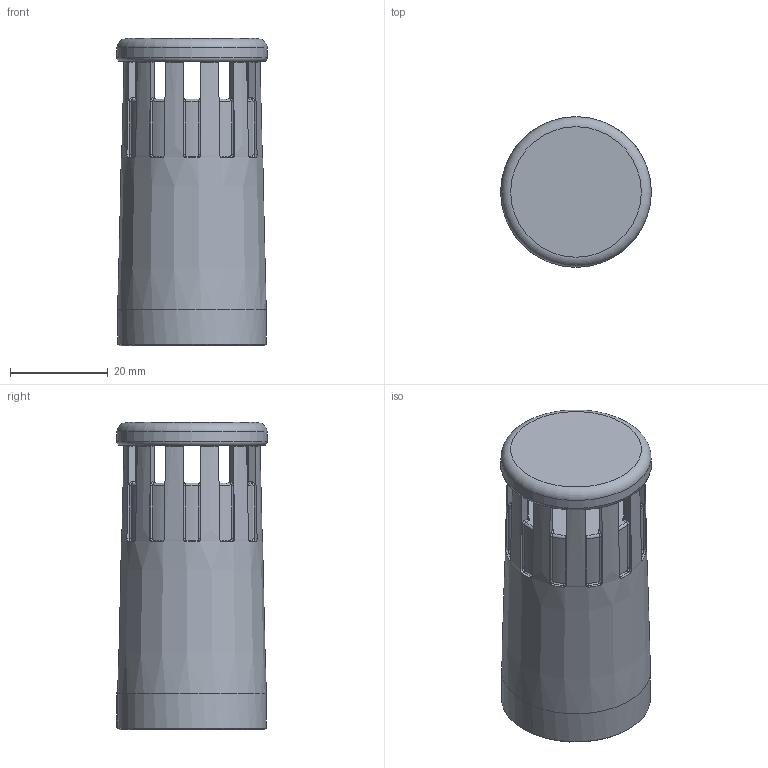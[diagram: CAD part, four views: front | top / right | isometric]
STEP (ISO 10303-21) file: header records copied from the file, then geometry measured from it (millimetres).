
FILE_DESCRIPTION(/* description */ (''),/* implementation_level */ '2;1');
FILE_NAME(/* name */ 'CDD CDP CDZ.stp',/* time_stamp */ '2017-02-09T11:50:18+01:00',/* author */ (''),/* organization */ (''),/* preprocessor_version */ 'ST-DEVELOPER v16',/* originating_system */ 'SIEMENS PLM Software NX 10.0',/* authorisation */ '');
FILE_SCHEMA (('AUTOMOTIVE_DESIGN { 1 0 10303 214 3 1 1 1 }'));
Length unit declared in the file: millimetre
Products named in the file (1): m.ne0CC06E9D3jfd
Bounding box: 30.8 x 30.8 x 62.7 mm (x, y, z)
Volume: 36283.7 mm3; surface area: 10009.6 mm2
Topology: 1 solids, 5 shells, 389 faces, 1139 edges, 742 vertices
Faces by surface type: cylinder 155, plane 96, torus 66, bspline 48, cone 24
Full cylindrical faces by diameter (mm): 29.3 x1
Entity records: 18204 total; most frequent: CARTESIAN_POINT 8836, ORIENTED_EDGE 2236, DIRECTION 1634, EDGE_CURVE 1118, VERTEX_POINT 734, AXIS2_PLACEMENT_3D 656, EDGE_LOOP 406, B_SPLINE_CURVE_WITH_KNOTS 398
